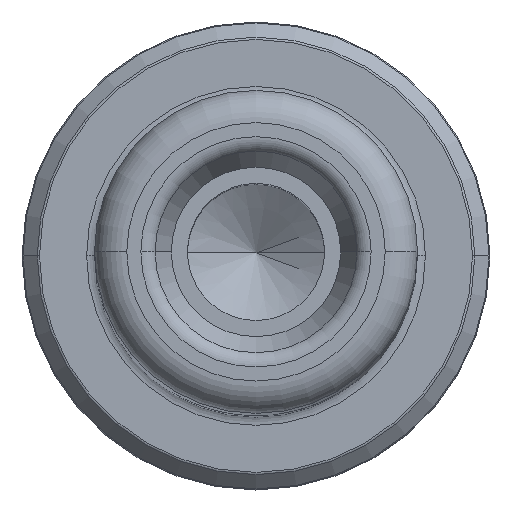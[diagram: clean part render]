
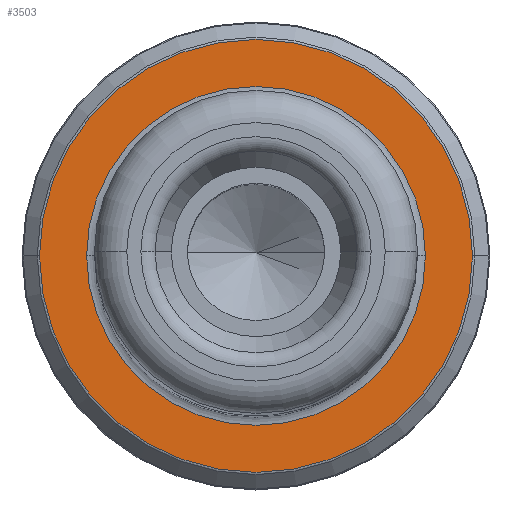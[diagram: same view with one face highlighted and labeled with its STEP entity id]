
A CAD part, top view. The second image highlights one B-rep face of the part: STEP entity #3503.
In plain terms, the highlighted planar face has unit normal (0, 0, 1).
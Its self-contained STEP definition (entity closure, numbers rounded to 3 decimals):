
#107 = AXIS2_PLACEMENT_3D ( 'NONE', #2755, #2452, #621 ) ;
#357 = EDGE_CURVE ( 'NONE', #514, #2899, #2501, .T. ) ;
#446 = EDGE_CURVE ( 'NONE', #1898, #3295, #552, .T. ) ;
#514 = VERTEX_POINT ( 'NONE', #3974 ) ;
#552 = CIRCLE ( 'NONE', #3152, 10.5 ) ;
#621 = DIRECTION ( 'NONE',  ( 1., 0., 0. ) ) ;
#791 = EDGE_CURVE ( 'NONE', #3295, #1898, #853, .T. ) ;
#851 = ORIENTED_EDGE ( 'NONE', *, *, #791, .T. ) ;
#853 = CIRCLE ( 'NONE', #3638, 10.5 ) ;
#1056 = CARTESIAN_POINT ( 'NONE',  ( 0., 0., 20. ) ) ;
#1252 = ORIENTED_EDGE ( 'NONE', *, *, #3419, .T. ) ;
#1316 = EDGE_LOOP ( 'NONE', ( #851, #3682 ) ) ;
#1634 = CARTESIAN_POINT ( 'NONE',  ( -13.417, 0., 20. ) ) ;
#1647 = CARTESIAN_POINT ( 'NONE',  ( -10.5, 0., 20. ) ) ;
#1898 = VERTEX_POINT ( 'NONE', #2521 ) ;
#2041 = CIRCLE ( 'NONE', #107, 13.417 ) ;
#2067 = DIRECTION ( 'NONE',  ( -1., 0., 0. ) ) ;
#2195 = FACE_OUTER_BOUND ( 'NONE', #3373, .T. ) ;
#2372 = DIRECTION ( 'NONE',  ( 0., 0., -1. ) ) ;
#2452 = DIRECTION ( 'NONE',  ( 0., 0., 1. ) ) ;
#2501 = CIRCLE ( 'NONE', #3537, 13.417 ) ;
#2521 = CARTESIAN_POINT ( 'NONE',  ( 10.5, 0., 20. ) ) ;
#2674 = CARTESIAN_POINT ( 'NONE',  ( 0., 0., 20. ) ) ;
#2755 = CARTESIAN_POINT ( 'NONE',  ( 0., 0., 20. ) ) ;
#2781 = FACE_BOUND ( 'NONE', #1316, .T. ) ;
#2899 = VERTEX_POINT ( 'NONE', #1634 ) ;
#3083 = DIRECTION ( 'NONE',  ( 1., 0., 0. ) ) ;
#3102 = PLANE ( 'NONE',  #3789 ) ;
#3152 = AXIS2_PLACEMENT_3D ( 'NONE', #2674, #2372, #2067 ) ;
#3264 = CARTESIAN_POINT ( 'NONE',  ( 0., 0., 20. ) ) ;
#3295 = VERTEX_POINT ( 'NONE', #1647 ) ;
#3373 = EDGE_LOOP ( 'NONE', ( #3611, #1252 ) ) ;
#3419 = EDGE_CURVE ( 'NONE', #2899, #514, #2041, .T. ) ;
#3427 = CARTESIAN_POINT ( 'NONE',  ( 0., 0., 20. ) ) ;
#3503 = ADVANCED_FACE ( 'NONE', ( #2781, #2195 ), #3102, .T. ) ;
#3537 = AXIS2_PLACEMENT_3D ( 'NONE', #3264, #3928, #3566 ) ;
#3552 = DIRECTION ( 'NONE',  ( -1., 0., 0. ) ) ;
#3566 = DIRECTION ( 'NONE',  ( 1., 0., 0. ) ) ;
#3611 = ORIENTED_EDGE ( 'NONE', *, *, #357, .T. ) ;
#3638 = AXIS2_PLACEMENT_3D ( 'NONE', #1056, #3817, #3552 ) ;
#3682 = ORIENTED_EDGE ( 'NONE', *, *, #446, .T. ) ;
#3789 = AXIS2_PLACEMENT_3D ( 'NONE', #3427, #3996, #3083 ) ;
#3817 = DIRECTION ( 'NONE',  ( 0., 0., -1. ) ) ;
#3928 = DIRECTION ( 'NONE',  ( 0., 0., 1. ) ) ;
#3974 = CARTESIAN_POINT ( 'NONE',  ( 13.417, 0., 20. ) ) ;
#3996 = DIRECTION ( 'NONE',  ( 0., 0., 1. ) ) ;
